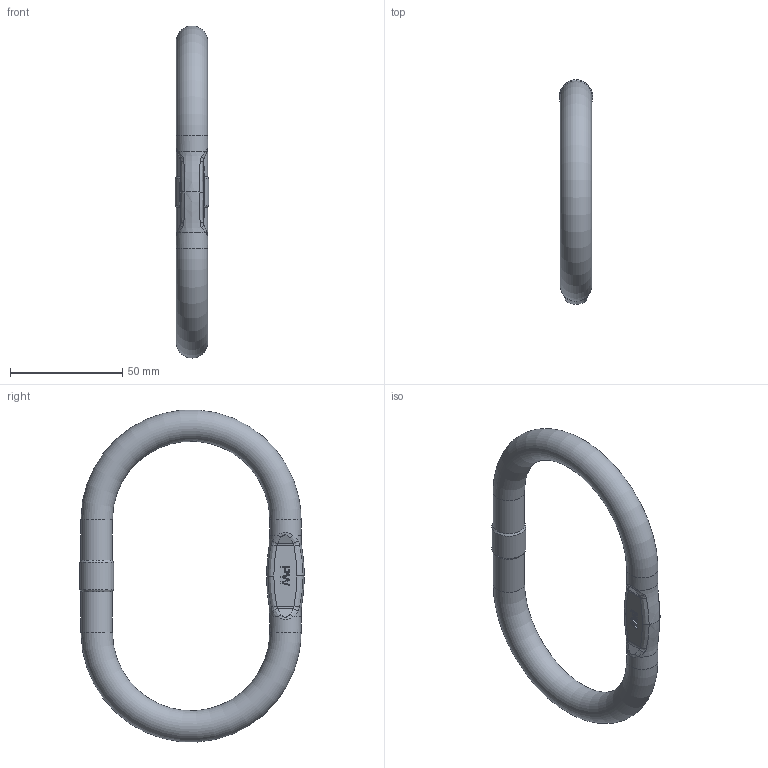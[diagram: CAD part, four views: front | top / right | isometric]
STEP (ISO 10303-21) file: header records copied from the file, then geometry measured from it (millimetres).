
FILE_DESCRIPTION(/* description */ (''),/* implementation_level */ '2;1');
FILE_NAME(/* name */ 'MWP 13 Kundenmodell.stp',/* time_stamp */ '2022-08-25T16:45:58+02:00',/* author */ (''),/* organization */ (''),/* preprocessor_version */ 'ST-DEVELOPER v16',/* originating_system */ 'SIEMENS PLM Software NX 11.0',/* authorisation */ '');
FILE_SCHEMA (('AUTOMOTIVE_DESIGN { 1 0 10303 214 3 1 1 1 }'));
Length unit declared in the file: millimetre
Products named in the file (1): baf06442CD45toa
Bounding box: 15.1 x 99.95 x 147.82 mm (x, y, z)
Volume: 56046.7 mm3; surface area: 16220.5 mm2
Topology: 1 solids, 1 shells, 186 faces, 481 edges, 310 vertices
Faces by surface type: plane 104, extrusion 37, bspline 32, cylinder 9, torus 2, cone 2
Full cylindrical faces by diameter (mm): 14 x4, 15.1 x1
Entity records: 7502 total; most frequent: CARTESIAN_POINT 3561, ORIENTED_EDGE 932, DIRECTION 543, EDGE_CURVE 466, VERTEX_POINT 304, B_SPLINE_CURVE_WITH_KNOTS 265, VECTOR 243, EDGE_LOOP 210
